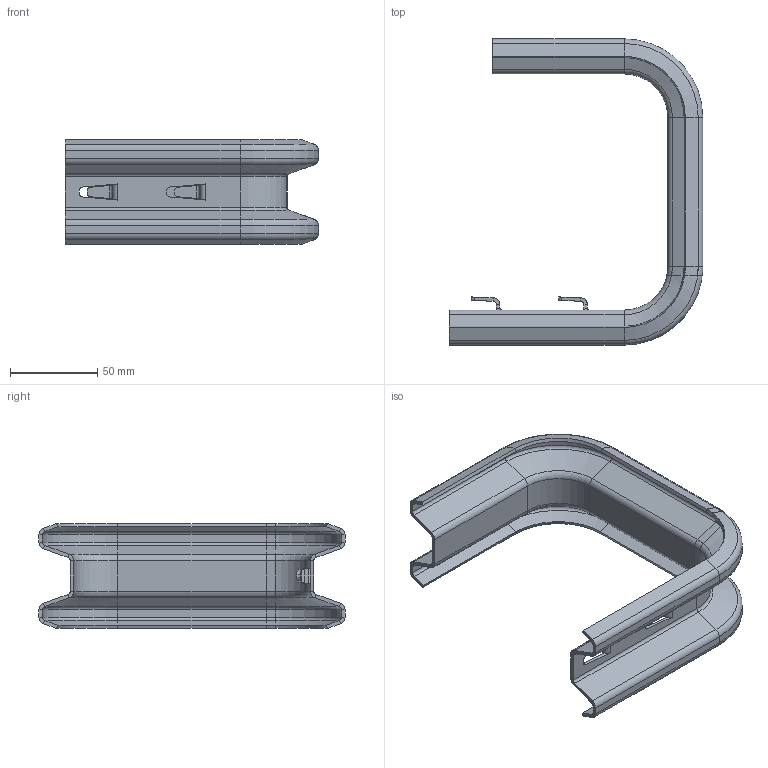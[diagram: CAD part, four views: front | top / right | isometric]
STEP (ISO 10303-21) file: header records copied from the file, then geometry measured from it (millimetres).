
FILE_DESCRIPTION (( 'STEP AP214' ), '1' );
FILE_NAME ('6365906.stp', '2016-08-23T10:56:05', ( '' ), ( '' ), 'SwSTEP 2.0', 'SolidWorks 2014', '' );
FILE_SCHEMA (( 'AUTOMOTIVE_DESIGN' ));
Length unit declared in the file: millimetre
Products named in the file (1): 6365906
Bounding box: 145 x 175 x 60 mm (x, y, z)
Volume: 110290.5 mm3; surface area: 113790.9 mm2
Topology: 2 solids, 2 shells, 344 faces, 720 edges, 380 vertices
Faces by surface type: plane 148, cylinder 100, torus 48, cone 40, bspline 8
Entity records: 9235 total; most frequent: CARTESIAN_POINT 1917, DIRECTION 1604, ORIENTED_EDGE 1440, EDGE_CURVE 720, AXIS2_PLACEMENT_3D 585, VECTOR 434, LINE 434, VERTEX_POINT 380
